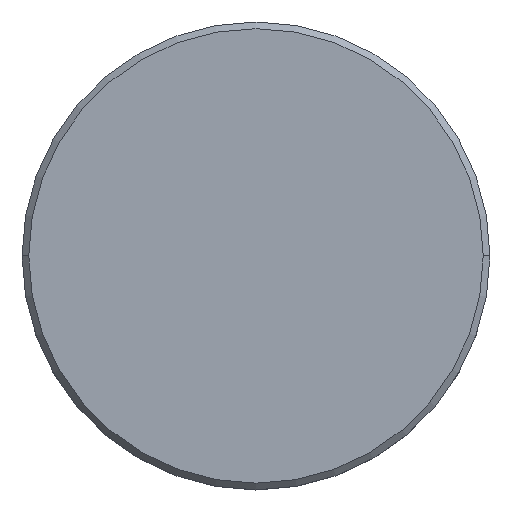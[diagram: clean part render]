
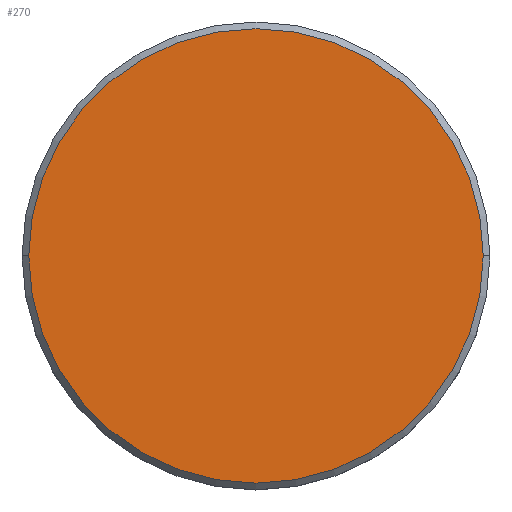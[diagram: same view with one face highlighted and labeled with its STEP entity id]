
A CAD part, top view. The second image highlights one B-rep face of the part: STEP entity #270.
In plain terms, the highlighted planar face has unit normal (0, 0, 1).
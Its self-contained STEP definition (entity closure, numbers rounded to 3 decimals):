
#65 = VERTEX_POINT ( 'NONE', #482 ) ;
#86 = AXIS2_PLACEMENT_3D ( 'NONE', #120, #252, #496 ) ;
#102 = DIRECTION ( 'NONE',  ( 0., 0., 1. ) ) ;
#120 = CARTESIAN_POINT ( 'NONE',  ( 0., 0., 0. ) ) ;
#134 = CARTESIAN_POINT ( 'NONE',  ( 17., 0., 0. ) ) ;
#154 = DIRECTION ( 'NONE',  ( 1., 0., 0. ) ) ;
#175 = AXIS2_PLACEMENT_3D ( 'NONE', #186, #567, #154 ) ;
#186 = CARTESIAN_POINT ( 'NONE',  ( 0., 0., 0. ) ) ;
#220 = CARTESIAN_POINT ( 'NONE',  ( 0., 0., 0. ) ) ;
#233 = EDGE_LOOP ( 'NONE', ( #384, #481 ) ) ;
#239 = AXIS2_PLACEMENT_3D ( 'NONE', #220, #102, #421 ) ;
#252 = DIRECTION ( 'NONE',  ( 0., 0., 1. ) ) ;
#270 = ADVANCED_FACE ( 'NONE', ( #523 ), #415, .T. ) ;
#303 = EDGE_CURVE ( 'NONE', #575, #65, #430, .T. ) ;
#354 = EDGE_CURVE ( 'NONE', #65, #575, #412, .T. ) ;
#384 = ORIENTED_EDGE ( 'NONE', *, *, #354, .T. ) ;
#412 = CIRCLE ( 'NONE', #86, 17. ) ;
#415 = PLANE ( 'NONE',  #175 ) ;
#421 = DIRECTION ( 'NONE',  ( 1., 0., 0. ) ) ;
#430 = CIRCLE ( 'NONE', #239, 17. ) ;
#481 = ORIENTED_EDGE ( 'NONE', *, *, #303, .T. ) ;
#482 = CARTESIAN_POINT ( 'NONE',  ( -17., 0., 0. ) ) ;
#496 = DIRECTION ( 'NONE',  ( 1., 0., 0. ) ) ;
#523 = FACE_OUTER_BOUND ( 'NONE', #233, .T. ) ;
#567 = DIRECTION ( 'NONE',  ( 0., 0., 1. ) ) ;
#575 = VERTEX_POINT ( 'NONE', #134 ) ;
